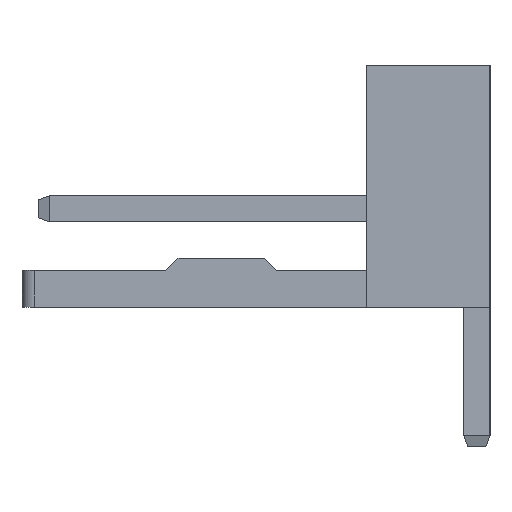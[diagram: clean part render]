
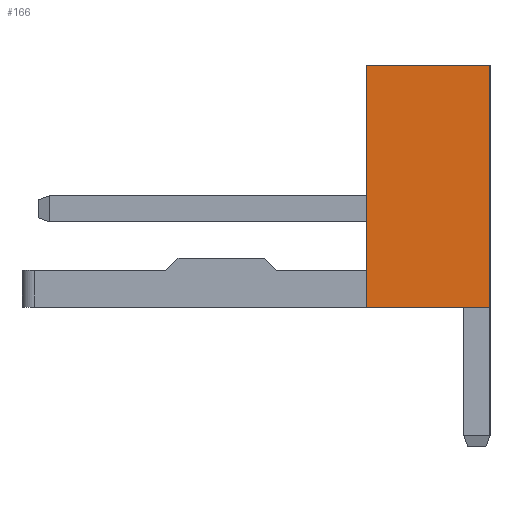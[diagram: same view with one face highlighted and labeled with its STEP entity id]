
A CAD part, left-side view. The second image highlights one B-rep face of the part: STEP entity #166.
In plain terms, the highlighted planar face has unit normal (-1, 0, 0).
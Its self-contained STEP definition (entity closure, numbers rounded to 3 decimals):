
#166=ADVANCED_FACE('',(#3594),#3596,.T.);
#3594=FACE_BOUND('',#3595,.T.);
#3595=EDGE_LOOP('',(#6380,#6381,#6382,#6383));
#3596=PLANE('',#3597);
#3597=AXIS2_PLACEMENT_3D('',#3598,#3599,#3600);
#3598=CARTESIAN_POINT('',(-1.27,-0.32,0.));
#3599=DIRECTION('',(-1.,0.,0.));
#3600=DIRECTION('',(0.,0.,1.));
#6380=ORIENTED_EDGE('',*,*,#8233,.T.);
#6381=ORIENTED_EDGE('',*,*,#8234,.T.);
#6382=ORIENTED_EDGE('',*,*,#8138,.F.);
#6383=ORIENTED_EDGE('',*,*,#8133,.F.);
#8133=EDGE_CURVE('',#9133,#9135,#9136,.T.);
#8138=EDGE_CURVE('',#9135,#9144,#9145,.T.);
#8233=EDGE_CURVE('',#9133,#9321,#9323,.T.);
#8234=EDGE_CURVE('',#9321,#9144,#9324,.T.);
#9133=VERTEX_POINT('',#10785);
#9135=VERTEX_POINT('',#10789);
#9136=LINE('',#10790,#10791);
#9144=VERTEX_POINT('',#10808);
#9145=LINE('',#10809,#10810);
#9321=VERTEX_POINT('',#11173);
#9323=LINE('',#11177,#11178);
#9324=LINE('',#11180,#11181);
#10785=CARTESIAN_POINT('',(-1.27,-0.32,0.));
#10789=CARTESIAN_POINT('',(-1.27,2.68,0.));
#10790=CARTESIAN_POINT('',(-1.27,-0.32,0.));
#10791=VECTOR('',#10792,1.);
#10792=DIRECTION('',(0.,1.,0.));
#10808=CARTESIAN_POINT('',(-1.27,2.68,5.9));
#10809=CARTESIAN_POINT('',(-1.27,2.68,0.));
#10810=VECTOR('',#10811,1.);
#10811=DIRECTION('',(0.,0.,1.));
#11173=CARTESIAN_POINT('',(-1.27,-0.32,5.9));
#11177=CARTESIAN_POINT('',(-1.27,-0.32,0.));
#11178=VECTOR('',#11179,1.);
#11179=DIRECTION('',(0.,0.,1.));
#11180=CARTESIAN_POINT('',(-1.27,-0.32,5.9));
#11181=VECTOR('',#11182,1.);
#11182=DIRECTION('',(0.,1.,0.));
